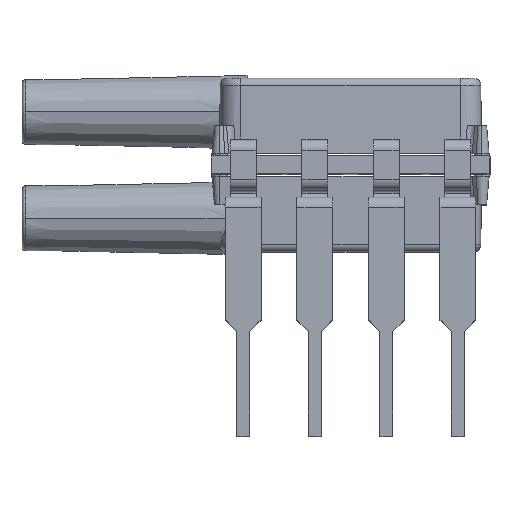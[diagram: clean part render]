
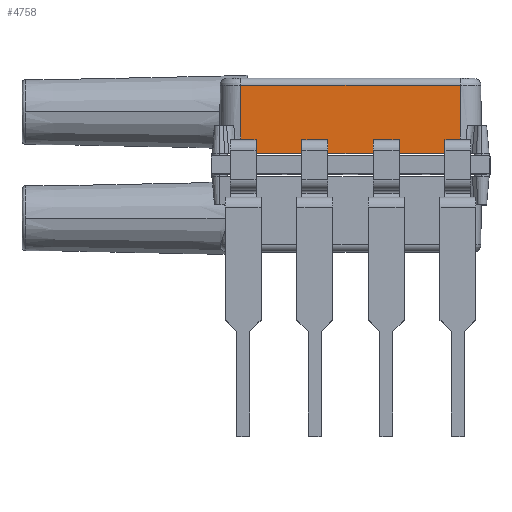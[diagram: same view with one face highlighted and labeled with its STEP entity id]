
A CAD part, top view. The second image highlights one B-rep face of the part: STEP entity #4758.
In plain terms, the highlighted face is planar.
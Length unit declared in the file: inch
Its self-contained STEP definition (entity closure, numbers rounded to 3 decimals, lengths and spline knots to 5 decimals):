
#77 = B_SPLINE_CURVE_WITH_KNOTS ( 'NONE', 3,
 ( #12713, #12762, #12772, #12779, #12770, #12765, #12760 ),
 .UNSPECIFIED., .F., .F.,
 ( 4, 3, 4 ),
 ( 0.4, 0.47447, 0.5811 ),
 .UNSPECIFIED. ) ;
#249 = CARTESIAN_POINT ( 'NONE',  ( 0., 0., -0.1376 ) ) ;
#250 = DIRECTION ( 'NONE',  ( 0., 1., 0.01 ) ) ;
#256 = DIRECTION ( 'NONE',  ( 0., 0.01, -1. ) ) ;
#273 = PLANE ( 'NONE',  #9454 ) ;
#1081 = CARTESIAN_POINT ( 'NONE',  ( 0.15358, 0.09483, -0.13661 ) ) ;
#1122 = CARTESIAN_POINT ( 'NONE',  ( -0.15358, 0.09483, -0.13661 ) ) ;
#1277 = CARTESIAN_POINT ( 'NONE',  ( 0.15354, 0., -0.1376 ) ) ;
#1281 = CARTESIAN_POINT ( 'NONE',  ( -0.15354, 0., -0.1376 ) ) ;
#1949 = B_SPLINE_CURVE_WITH_KNOTS ( 'NONE', 3,
 ( #12951, #12956, #12929, #12971, #12998, #12979, #13017 ),
 .UNSPECIFIED., .F., .F.,
 ( 4, 3, 4 ),
 ( 0.4189, 0.52553, 0.6 ),
 .UNSPECIFIED. ) ;
#3438 = EDGE_CURVE ( 'NONE', #5162, #5157, #11711, .T. ) ;
#3501 = EDGE_CURVE ( 'NONE', #5157, #5042, #77, .T. ) ;
#3539 = EDGE_CURVE ( 'NONE', #4949, #5162, #1949, .T. ) ;
#3555 = EDGE_CURVE ( 'NONE', #5042, #4949, #11810, .T. ) ;
#4758 = ADVANCED_FACE ( 'NONE', ( #15268 ), #273, .T. ) ;
#4949 = VERTEX_POINT ( 'NONE', #1081 ) ;
#5042 = VERTEX_POINT ( 'NONE', #1122 ) ;
#5157 = VERTEX_POINT ( 'NONE', #1281 ) ;
#5162 = VERTEX_POINT ( 'NONE', #1277 ) ;
#7082 = ORIENTED_EDGE ( 'NONE', *, *, #3501, .T. ) ;
#7158 = ORIENTED_EDGE ( 'NONE', *, *, #3438, .T. ) ;
#7159 = ORIENTED_EDGE ( 'NONE', *, *, #3539, .T. ) ;
#7166 = ORIENTED_EDGE ( 'NONE', *, *, #3555, .T. ) ;
#7737 = EDGE_LOOP ( 'NONE', ( #7082, #7166, #7159, #7158 ) ) ;
#9454 = AXIS2_PLACEMENT_3D ( 'NONE', #249, #256, #250 ) ;
#11711 = LINE ( 'NONE', #12536, #11722 ) ;
#11722 = VECTOR ( 'NONE', #12528, 39.37008 ) ;
#11810 = LINE ( 'NONE', #13058, #11816 ) ;
#11816 = VECTOR ( 'NONE', #13025, 39.37008 ) ;
#12528 = DIRECTION ( 'NONE',  ( -1., 0., 0. ) ) ;
#12536 = CARTESIAN_POINT ( 'NONE',  ( -0.15354, 0., -0.1376 ) ) ;
#12713 = CARTESIAN_POINT ( 'NONE',  ( -0.15354, 0., -0.1376 ) ) ;
#12760 = CARTESIAN_POINT ( 'NONE',  ( -0.15358, 0.09483, -0.13661 ) ) ;
#12762 = CARTESIAN_POINT ( 'NONE',  ( -0.15341, 0.013, -0.13746 ) ) ;
#12765 = CARTESIAN_POINT ( 'NONE',  ( -0.15355, 0.07622, -0.1368 ) ) ;
#12770 = CARTESIAN_POINT ( 'NONE',  ( -0.15294, 0.0576, -0.137 ) ) ;
#12772 = CARTESIAN_POINT ( 'NONE',  ( -0.15327, 0.02599, -0.13733 ) ) ;
#12779 = CARTESIAN_POINT ( 'NONE',  ( -0.15314, 0.03899, -0.13719 ) ) ;
#12929 = CARTESIAN_POINT ( 'NONE',  ( 0.15294, 0.0576, -0.137 ) ) ;
#12951 = CARTESIAN_POINT ( 'NONE',  ( 0.15358, 0.09483, -0.13661 ) ) ;
#12956 = CARTESIAN_POINT ( 'NONE',  ( 0.15355, 0.07622, -0.1368 ) ) ;
#12971 = CARTESIAN_POINT ( 'NONE',  ( 0.15314, 0.03899, -0.13719 ) ) ;
#12979 = CARTESIAN_POINT ( 'NONE',  ( 0.15341, 0.013, -0.13746 ) ) ;
#12998 = CARTESIAN_POINT ( 'NONE',  ( 0.15327, 0.02599, -0.13733 ) ) ;
#13017 = CARTESIAN_POINT ( 'NONE',  ( 0.15354, 0., -0.1376 ) ) ;
#13025 = DIRECTION ( 'NONE',  ( 1., 0., 0. ) ) ;
#13058 = CARTESIAN_POINT ( 'NONE',  ( 0., 0.09483, -0.13661 ) ) ;
#15268 = FACE_OUTER_BOUND ( 'NONE', #7737, .T. ) ;
